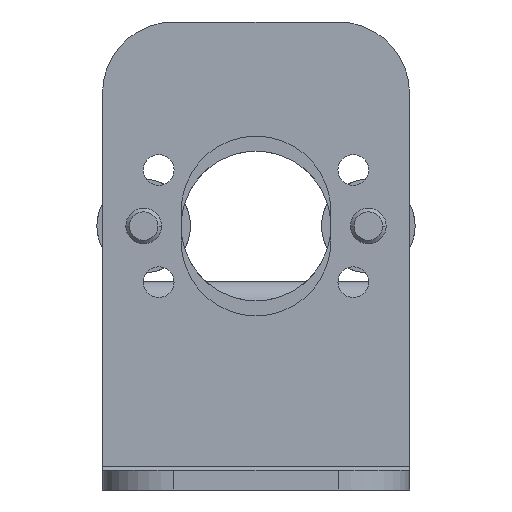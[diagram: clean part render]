
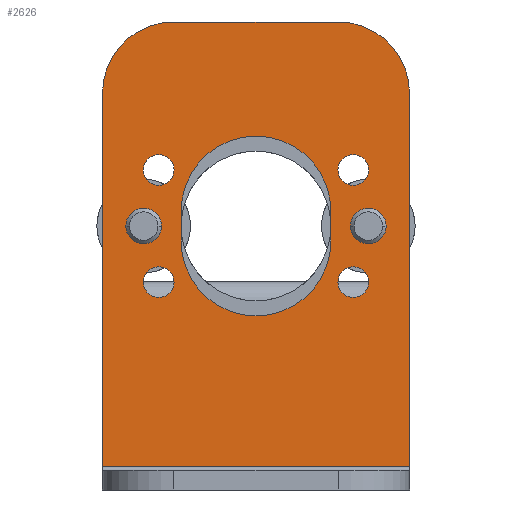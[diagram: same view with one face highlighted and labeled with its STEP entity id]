
A CAD part, front view. The second image highlights one B-rep face of the part: STEP entity #2626.
In plain terms, the highlighted planar face has unit normal (0, -1, 0).
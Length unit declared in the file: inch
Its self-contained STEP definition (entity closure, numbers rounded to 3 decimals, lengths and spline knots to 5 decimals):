
#45=DIRECTION('',(0.,0.,1.));
#46=VECTOR('',#45,1.995);
#47=CARTESIAN_POINT('',(0.82,2.695,0.125));
#48=LINE('',#47,#46);
#249=DIRECTION('',(0.,0.,1.));
#250=VECTOR('',#249,1.995);
#251=CARTESIAN_POINT('',(-0.82,2.695,0.125));
#252=LINE('',#251,#250);
#351=CARTESIAN_POINT('',(0.44,2.695,2.12));
#352=DIRECTION('',(0.,-1.,0.));
#353=DIRECTION('',(1.,0.,0.));
#354=AXIS2_PLACEMENT_3D('',#351,#352,#353);
#365=DIRECTION('',(0.,0.,-1.));
#366=VECTOR('',#365,0.16);
#367=CARTESIAN_POINT('',(0.4,2.695,1.49));
#368=LINE('',#367,#366);
#369=CARTESIAN_POINT('',(0.,2.695,1.49));
#370=DIRECTION('',(0.,1.,0.));
#371=DIRECTION('',(-1.,0.,0.));
#372=AXIS2_PLACEMENT_3D('',#369,#370,#371);
#374=DIRECTION('',(0.,0.,1.));
#375=VECTOR('',#374,0.16);
#376=CARTESIAN_POINT('',(-0.4,2.695,1.33));
#377=LINE('',#376,#375);
#378=CARTESIAN_POINT('',(0.,2.695,1.33));
#379=DIRECTION('',(0.,1.,0.));
#380=DIRECTION('',(1.,0.,0.));
#381=AXIS2_PLACEMENT_3D('',#378,#379,#380);
#383=CARTESIAN_POINT('',(0.51962,2.695,1.71));
#384=DIRECTION('',(0.,1.,0.));
#385=DIRECTION('',(0.,0.,1.));
#386=AXIS2_PLACEMENT_3D('',#383,#384,#385);
#388=CARTESIAN_POINT('',(0.51962,2.695,1.71));
#389=DIRECTION('',(0.,1.,0.));
#390=DIRECTION('',(0.,0.,-1.));
#391=AXIS2_PLACEMENT_3D('',#388,#389,#390);
#393=CARTESIAN_POINT('',(0.51962,2.695,1.11));
#394=DIRECTION('',(0.,1.,0.));
#395=DIRECTION('',(0.,0.,1.));
#396=AXIS2_PLACEMENT_3D('',#393,#394,#395);
#398=CARTESIAN_POINT('',(0.51962,2.695,1.11));
#399=DIRECTION('',(0.,1.,0.));
#400=DIRECTION('',(0.,0.,-1.));
#401=AXIS2_PLACEMENT_3D('',#398,#399,#400);
#403=CARTESIAN_POINT('',(-0.51962,2.695,1.71));
#404=DIRECTION('',(0.,1.,0.));
#405=DIRECTION('',(0.,0.,1.));
#406=AXIS2_PLACEMENT_3D('',#403,#404,#405);
#408=CARTESIAN_POINT('',(-0.51962,2.695,1.71));
#409=DIRECTION('',(0.,1.,0.));
#410=DIRECTION('',(0.,0.,-1.));
#411=AXIS2_PLACEMENT_3D('',#408,#409,#410);
#413=CARTESIAN_POINT('',(-0.51962,2.695,1.11));
#414=DIRECTION('',(0.,1.,0.));
#415=DIRECTION('',(0.,0.,1.));
#416=AXIS2_PLACEMENT_3D('',#413,#414,#415);
#418=CARTESIAN_POINT('',(-0.51962,2.695,1.11));
#419=DIRECTION('',(0.,1.,0.));
#420=DIRECTION('',(0.,0.,-1.));
#421=AXIS2_PLACEMENT_3D('',#418,#419,#420);
#423=CARTESIAN_POINT('',(-0.6,2.695,1.41));
#424=DIRECTION('',(0.,1.,0.));
#425=DIRECTION('',(1.,0.,0.));
#426=AXIS2_PLACEMENT_3D('',#423,#424,#425);
#428=CARTESIAN_POINT('',(-0.6,2.695,1.41));
#429=DIRECTION('',(0.,1.,0.));
#430=DIRECTION('',(-1.,0.,0.));
#431=AXIS2_PLACEMENT_3D('',#428,#429,#430);
#433=CARTESIAN_POINT('',(0.6,2.695,1.41));
#434=DIRECTION('',(0.,1.,0.));
#435=DIRECTION('',(1.,0.,0.));
#436=AXIS2_PLACEMENT_3D('',#433,#434,#435);
#438=CARTESIAN_POINT('',(0.6,2.695,1.41));
#439=DIRECTION('',(0.,1.,0.));
#440=DIRECTION('',(-1.,0.,0.));
#441=AXIS2_PLACEMENT_3D('',#438,#439,#440);
#443=DIRECTION('',(-1.,0.,0.));
#444=VECTOR('',#443,1.64);
#445=CARTESIAN_POINT('',(0.82,2.695,0.125));
#446=LINE('',#445,#444);
#898=CARTESIAN_POINT('',(-0.44,2.695,2.12));
#899=DIRECTION('',(0.,-1.,0.));
#900=DIRECTION('',(0.,0.,1.));
#901=AXIS2_PLACEMENT_3D('',#898,#899,#900);
#903=DIRECTION('',(-1.,0.,0.));
#904=VECTOR('',#903,0.88);
#905=CARTESIAN_POINT('',(0.44,2.695,2.5));
#906=LINE('',#905,#904);
#1745=CARTESIAN_POINT('',(0.4,2.695,1.49));
#1746=CARTESIAN_POINT('',(0.4,2.695,1.33));
#1747=VERTEX_POINT('',#1745);
#1748=VERTEX_POINT('',#1746);
#1749=CARTESIAN_POINT('',(-0.4,2.695,1.33));
#1750=VERTEX_POINT('',#1749);
#1751=CARTESIAN_POINT('',(-0.4,2.695,1.49));
#1752=VERTEX_POINT('',#1751);
#1769=CARTESIAN_POINT('',(-0.82,2.695,2.12));
#1771=VERTEX_POINT('',#1769);
#1775=CARTESIAN_POINT('',(-0.44,2.695,2.5));
#1776=VERTEX_POINT('',#1775);
#1778=CARTESIAN_POINT('',(0.82,2.695,2.12));
#1780=VERTEX_POINT('',#1778);
#1781=CARTESIAN_POINT('',(0.44,2.695,2.5));
#1782=VERTEX_POINT('',#1781);
#1785=CARTESIAN_POINT('',(0.82,2.695,0.125));
#1786=CARTESIAN_POINT('',(-0.82,2.695,0.125));
#1787=VERTEX_POINT('',#1785);
#1788=VERTEX_POINT('',#1786);
#1817=CARTESIAN_POINT('',(0.51962,2.695,1.792));
#1818=CARTESIAN_POINT('',(0.51962,2.695,1.628));
#1819=VERTEX_POINT('',#1817);
#1820=VERTEX_POINT('',#1818);
#1821=CARTESIAN_POINT('',(0.51962,2.695,1.192));
#1822=CARTESIAN_POINT('',(0.51962,2.695,1.028));
#1823=VERTEX_POINT('',#1821);
#1824=VERTEX_POINT('',#1822);
#1825=CARTESIAN_POINT('',(-0.51962,2.695,1.792));
#1826=CARTESIAN_POINT('',(-0.51962,2.695,1.628));
#1827=VERTEX_POINT('',#1825);
#1828=VERTEX_POINT('',#1826);
#1829=CARTESIAN_POINT('',(-0.51962,2.695,1.192));
#1830=CARTESIAN_POINT('',(-0.51962,2.695,1.028));
#1831=VERTEX_POINT('',#1829);
#1832=VERTEX_POINT('',#1830);
#2097=CARTESIAN_POINT('',(-0.505,2.695,1.41));
#2098=CARTESIAN_POINT('',(-0.695,2.695,1.41));
#2099=VERTEX_POINT('',#2097);
#2100=VERTEX_POINT('',#2098);
#2153=CARTESIAN_POINT('',(0.695,2.695,1.41));
#2154=CARTESIAN_POINT('',(0.505,2.695,1.41));
#2155=VERTEX_POINT('',#2153);
#2156=VERTEX_POINT('',#2154);
#2564=CARTESIAN_POINT('',(0.82,2.695,0.105));
#2565=DIRECTION('',(0.,-1.,0.));
#2566=DIRECTION('',(0.,0.,1.));
#2567=AXIS2_PLACEMENT_3D('',#2564,#2565,#2566);
#2568=PLANE('',#2567);
#2570=ORIENTED_EDGE('',*,*,#2569,.T.);
#2571=ORIENTED_EDGE('',*,*,#2435,.T.);
#2573=ORIENTED_EDGE('',*,*,#2572,.F.);
#2575=ORIENTED_EDGE('',*,*,#2574,.F.);
#2576=ORIENTED_EDGE('',*,*,#2556,.F.);
#2577=ORIENTED_EDGE('',*,*,#2204,.F.);
#2578=EDGE_LOOP('',(#2570,#2571,#2573,#2575,#2576,#2577));
#2579=FACE_OUTER_BOUND('',#2578,.F.);
#2581=ORIENTED_EDGE('',*,*,#2580,.F.);
#2583=ORIENTED_EDGE('',*,*,#2582,.F.);
#2585=ORIENTED_EDGE('',*,*,#2584,.F.);
#2587=ORIENTED_EDGE('',*,*,#2586,.F.);
#2588=EDGE_LOOP('',(#2581,#2583,#2585,#2587));
#2589=FACE_BOUND('',#2588,.F.);
#2591=ORIENTED_EDGE('',*,*,#2590,.F.);
#2593=ORIENTED_EDGE('',*,*,#2592,.F.);
#2594=EDGE_LOOP('',(#2591,#2593));
#2595=FACE_BOUND('',#2594,.F.);
#2597=ORIENTED_EDGE('',*,*,#2596,.F.);
#2599=ORIENTED_EDGE('',*,*,#2598,.F.);
#2600=EDGE_LOOP('',(#2597,#2599));
#2601=FACE_BOUND('',#2600,.F.);
#2603=ORIENTED_EDGE('',*,*,#2602,.F.);
#2605=ORIENTED_EDGE('',*,*,#2604,.F.);
#2606=EDGE_LOOP('',(#2603,#2605));
#2607=FACE_BOUND('',#2606,.F.);
#2609=ORIENTED_EDGE('',*,*,#2608,.F.);
#2611=ORIENTED_EDGE('',*,*,#2610,.F.);
#2612=EDGE_LOOP('',(#2609,#2611));
#2613=FACE_BOUND('',#2612,.F.);
#2615=ORIENTED_EDGE('',*,*,#2614,.F.);
#2617=ORIENTED_EDGE('',*,*,#2616,.F.);
#2618=EDGE_LOOP('',(#2615,#2617));
#2619=FACE_BOUND('',#2618,.F.);
#2621=ORIENTED_EDGE('',*,*,#2620,.F.);
#2623=ORIENTED_EDGE('',*,*,#2622,.F.);
#2624=EDGE_LOOP('',(#2621,#2623));
#2625=FACE_BOUND('',#2624,.F.);
#2626=ADVANCED_FACE('',(#2579,#2589,#2595,#2601,#2607,#2613,#2619,#2625),#2568,
.T.);
#355=CIRCLE('',#354,0.38);
#373=CIRCLE('',#372,0.4);
#382=CIRCLE('',#381,0.4);
#387=CIRCLE('',#386,0.082);
#392=CIRCLE('',#391,0.082);
#397=CIRCLE('',#396,0.082);
#402=CIRCLE('',#401,0.082);
#407=CIRCLE('',#406,0.082);
#412=CIRCLE('',#411,0.082);
#417=CIRCLE('',#416,0.082);
#422=CIRCLE('',#421,0.082);
#427=CIRCLE('',#426,0.095);
#432=CIRCLE('',#431,0.095);
#437=CIRCLE('',#436,0.095);
#442=CIRCLE('',#441,0.095);
#902=CIRCLE('',#901,0.38);
#2204=EDGE_CURVE('',#1787,#1780,#48,.T.);
#2435=EDGE_CURVE('',#1788,#1771,#252,.T.);
#2556=EDGE_CURVE('',#1780,#1782,#355,.T.);
#2569=EDGE_CURVE('',#1787,#1788,#446,.T.);
#2572=EDGE_CURVE('',#1776,#1771,#902,.T.);
#2574=EDGE_CURVE('',#1782,#1776,#906,.T.);
#2580=EDGE_CURVE('',#1747,#1748,#368,.T.);
#2582=EDGE_CURVE('',#1752,#1747,#373,.T.);
#2584=EDGE_CURVE('',#1750,#1752,#377,.T.);
#2586=EDGE_CURVE('',#1748,#1750,#382,.T.);
#2590=EDGE_CURVE('',#1819,#1820,#387,.T.);
#2592=EDGE_CURVE('',#1820,#1819,#392,.T.);
#2596=EDGE_CURVE('',#1823,#1824,#397,.T.);
#2598=EDGE_CURVE('',#1824,#1823,#402,.T.);
#2602=EDGE_CURVE('',#1827,#1828,#407,.T.);
#2604=EDGE_CURVE('',#1828,#1827,#412,.T.);
#2608=EDGE_CURVE('',#1831,#1832,#417,.T.);
#2610=EDGE_CURVE('',#1832,#1831,#422,.T.);
#2614=EDGE_CURVE('',#2099,#2100,#427,.T.);
#2616=EDGE_CURVE('',#2100,#2099,#432,.T.);
#2620=EDGE_CURVE('',#2155,#2156,#437,.T.);
#2622=EDGE_CURVE('',#2156,#2155,#442,.T.);
